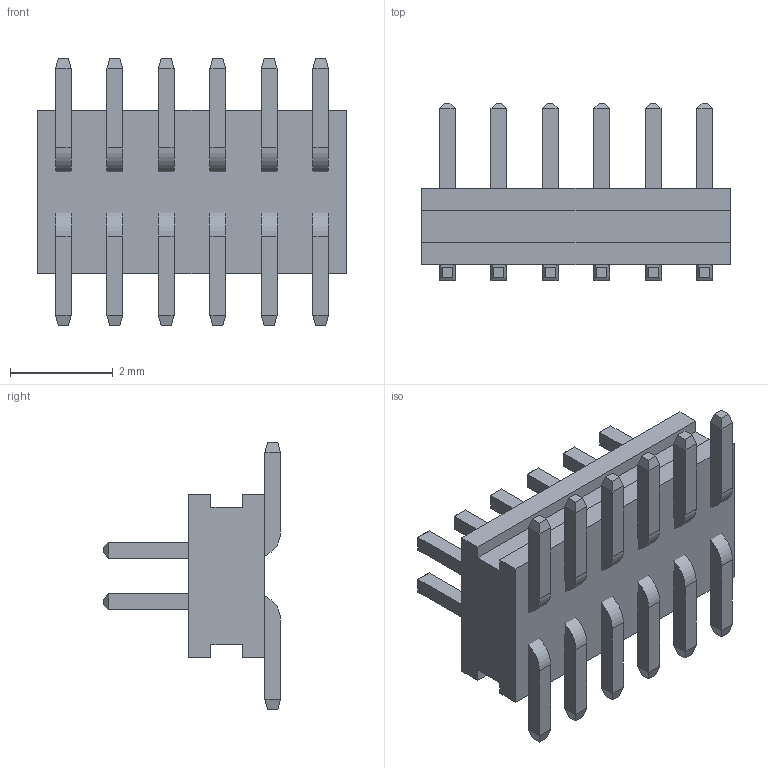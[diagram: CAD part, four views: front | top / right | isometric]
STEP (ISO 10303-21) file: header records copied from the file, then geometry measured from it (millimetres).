
FILE_DESCRIPTION( ( 'STEP AP203' ), '1' );
FILE_NAME( 'FTMH-106-03-L-DV-TR.stp', '2021-11-19T02:34:40', ( 'License CC BY-ND 4.0' ), ( 'CADENAS' ), ' ', 'PARTsolutions', ' ' );
FILE_SCHEMA( ( 'CONFIG_CONTROL_DESIGN' ) );
Length unit declared in the file: inch
Products named in the file (3): FTMH-106-03-L-DV-TR; _FTMH-106-03-L-DV-TR_body; _FTMH-106-03-L-DV-TR_pins1
Assembly tree (2 placements, depth 2):
  FTMH-106-03-L-DV-TR
    _FTMH-106-03-L-DV-TR_body
    _FTMH-106-03-L-DV-TR_pins1
Bounding box: 6 x 3.44 x 5.21 mm (x, y, z)
Volume: 33.9 mm3; surface area: 163.8 mm2
Topology: 2 solids, 2 shells, 274 faces, 714 edges, 444 vertices
Faces by surface type: plane 262, cylinder 12
Entity records: 8222 total; most frequent: CARTESIAN_POINT 1435, ORIENTED_EDGE 1428, DIRECTION 1292, EDGE_CURVE 714, LINE 690, VECTOR 690, VERTEX_POINT 444, AXIS2_PLACEMENT_3D 301
